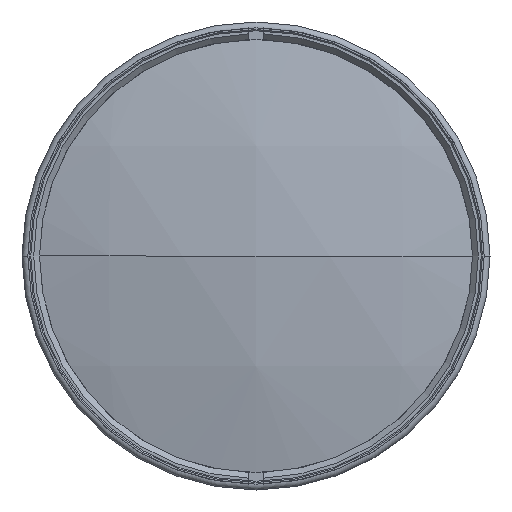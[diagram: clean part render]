
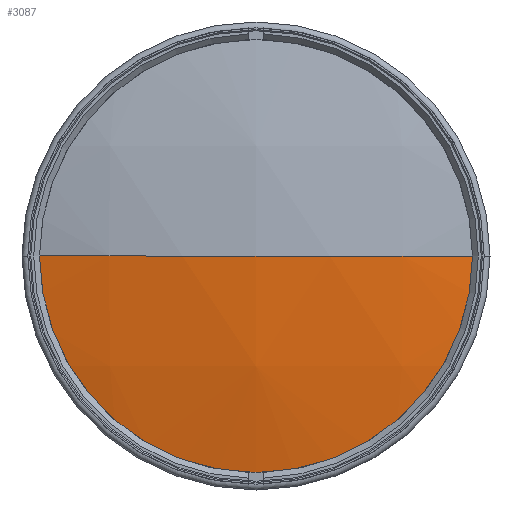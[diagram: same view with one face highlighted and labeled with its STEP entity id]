
A CAD part, left-side view. The second image highlights one B-rep face of the part: STEP entity #3087.
In plain terms, the highlighted spherical face has radius 161 mm.
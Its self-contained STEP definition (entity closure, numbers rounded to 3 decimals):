
#146 = SPHERICAL_SURFACE ( 'NONE', #1636, 161. ) ;
#341 = EDGE_CURVE ( 'NONE', #678, #1964, #1510, .T. ) ;
#463 = FACE_OUTER_BOUND ( 'NONE', #4132, .T. ) ;
#498 = DIRECTION ( 'NONE',  ( 0., 1., 0. ) ) ;
#622 = ORIENTED_EDGE ( 'NONE', *, *, #3252, .F. ) ;
#678 = VERTEX_POINT ( 'NONE', #3358 ) ;
#750 = DIRECTION ( 'NONE',  ( 0., -1., 0. ) ) ;
#958 = CIRCLE ( 'NONE', #1100, 37.5 ) ;
#1100 = AXIS2_PLACEMENT_3D ( 'NONE', #1541, #3432, #1223 ) ;
#1217 = ORIENTED_EDGE ( 'NONE', *, *, #4042, .T. ) ;
#1223 = DIRECTION ( 'NONE',  ( 0., 0., 1. ) ) ;
#1225 = CIRCLE ( 'NONE', #2893, 161. ) ;
#1391 = CARTESIAN_POINT ( 'NONE',  ( -1.53, 0., 0. ) ) ;
#1440 = DIRECTION ( 'NONE',  ( 0., 1., 0. ) ) ;
#1510 = CIRCLE ( 'NONE', #2440, 161. ) ;
#1541 = CARTESIAN_POINT ( 'NONE',  ( -158.102, 0., 0. ) ) ;
#1608 = DIRECTION ( 'NONE',  ( 0., 0., 1. ) ) ;
#1636 = AXIS2_PLACEMENT_3D ( 'NONE', #1725, #1767, #1440 ) ;
#1725 = CARTESIAN_POINT ( 'NONE',  ( -1.53, 0., 0. ) ) ;
#1767 = DIRECTION ( 'NONE',  ( 0., 0., -1. ) ) ;
#1780 = ORIENTED_EDGE ( 'NONE', *, *, #341, .T. ) ;
#1964 = VERTEX_POINT ( 'NONE', #3734 ) ;
#1978 = VERTEX_POINT ( 'NONE', #3775 ) ;
#2440 = AXIS2_PLACEMENT_3D ( 'NONE', #3096, #3036, #498 ) ;
#2893 = AXIS2_PLACEMENT_3D ( 'NONE', #1391, #1608, #750 ) ;
#3036 = DIRECTION ( 'NONE',  ( 0., 0., -1. ) ) ;
#3087 = ADVANCED_FACE ( 'NONE', ( #463 ), #146, .T. ) ;
#3096 = CARTESIAN_POINT ( 'NONE',  ( -1.53, 0., 0. ) ) ;
#3252 = EDGE_CURVE ( 'NONE', #1978, #1964, #1225, .T. ) ;
#3358 = CARTESIAN_POINT ( 'NONE',  ( -158.102, -37.5, 0. ) ) ;
#3432 = DIRECTION ( 'NONE',  ( -1., 0., 0. ) ) ;
#3734 = CARTESIAN_POINT ( 'NONE',  ( -162.53, 0., 0. ) ) ;
#3775 = CARTESIAN_POINT ( 'NONE',  ( -158.102, 37.5, 0. ) ) ;
#4042 = EDGE_CURVE ( 'NONE', #1978, #678, #958, .T. ) ;
#4132 = EDGE_LOOP ( 'NONE', ( #1217, #1780, #622 ) ) ;
